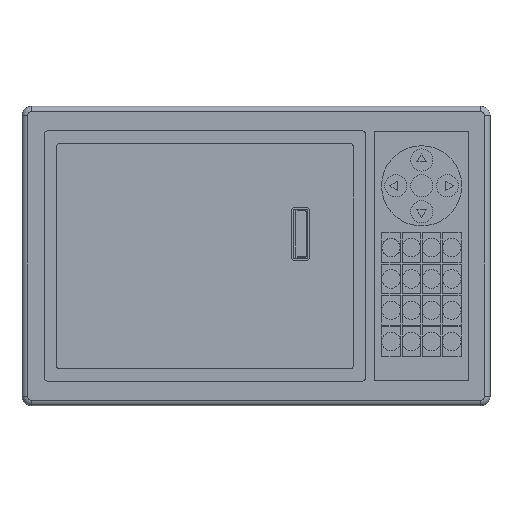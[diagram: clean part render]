
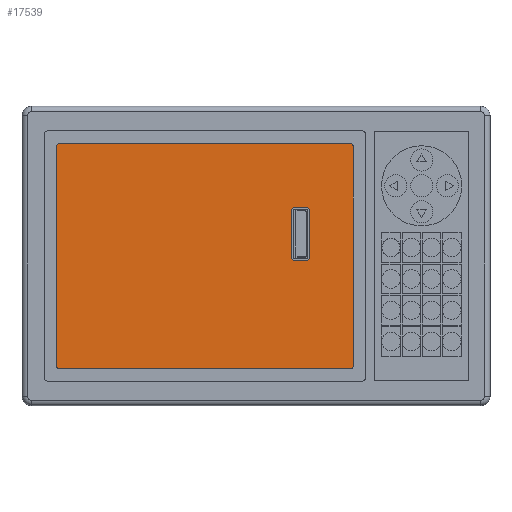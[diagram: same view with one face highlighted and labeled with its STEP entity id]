
A CAD part, top view. The second image highlights one B-rep face of the part: STEP entity #17539.
In plain terms, the highlighted planar face has unit normal (0, 0, 1).
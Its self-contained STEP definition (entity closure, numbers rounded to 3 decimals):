
#371 = ORIENTED_EDGE ( 'NONE', *, *, #372, .T. ) ;
#372 = EDGE_CURVE ( 'NONE', #17530, #373, #2428, .T. ) ;
#373 = VERTEX_POINT ( 'NONE', #2423 ) ;
#374 = ORIENTED_EDGE ( 'NONE', *, *, #375, .T. ) ;
#375 = EDGE_CURVE ( 'NONE', #373, #17543, #2422, .T. ) ;
#376 = EDGE_LOOP ( 'NONE', ( #377, #17513, #17516, #16877, #829, #832, #835, #838 ) ) ;
#377 = ORIENTED_EDGE ( 'NONE', *, *, #378, .F. ) ;
#378 = EDGE_CURVE ( 'NONE', #379, #17512, #2418, .T. ) ;
#379 = VERTEX_POINT ( 'NONE', #2413 ) ;
#827 = EDGE_CURVE ( 'NONE', #828, #16875, #3160, .T. ) ;
#828 = VERTEX_POINT ( 'NONE', #3156 ) ;
#829 = ORIENTED_EDGE ( 'NONE', *, *, #830, .F. ) ;
#830 = EDGE_CURVE ( 'NONE', #831, #828, #3155, .T. ) ;
#831 = VERTEX_POINT ( 'NONE', #3150 ) ;
#832 = ORIENTED_EDGE ( 'NONE', *, *, #833, .F. ) ;
#833 = EDGE_CURVE ( 'NONE', #834, #831, #3149, .T. ) ;
#834 = VERTEX_POINT ( 'NONE', #3145 ) ;
#835 = ORIENTED_EDGE ( 'NONE', *, *, #836, .F. ) ;
#836 = EDGE_CURVE ( 'NONE', #837, #834, #3144, .T. ) ;
#837 = VERTEX_POINT ( 'NONE', #3139 ) ;
#838 = ORIENTED_EDGE ( 'NONE', *, *, #839, .F. ) ;
#839 = EDGE_CURVE ( 'NONE', #17512, #837, #3207, .T. ) ;
#2413 = CARTESIAN_POINT ( 'NONE',  ( 21.2, 26.5, -15. ) ) ;
#2414 = DIRECTION ( 'NONE',  ( -1., 0., 0. ) ) ;
#2415 = DIRECTION ( 'NONE',  ( 0., 0., 1. ) ) ;
#2416 = CARTESIAN_POINT ( 'NONE',  ( 21.2, 24.5, -15. ) ) ;
#2417 = AXIS2_PLACEMENT_3D ( 'NONE', #2416, #2415, #2414 ) ;
#2418 = CIRCLE ( 'NONE', #2417, 2. ) ;
#2419 = DIRECTION ( 'NONE',  ( -1., 0., 0. ) ) ;
#2420 = VECTOR ( 'NONE', #2419, 1000. ) ;
#2421 = CARTESIAN_POINT ( 'NONE',  ( -106.3, 61.2, -15. ) ) ;
#2422 = LINE ( 'NONE', #2421, #2420 ) ;
#2423 = CARTESIAN_POINT ( 'NONE',  ( 50.9, 61.2, -15. ) ) ;
#2424 = DIRECTION ( 'NONE',  ( 1., 0., 0. ) ) ;
#2425 = DIRECTION ( 'NONE',  ( 0., 0., 1. ) ) ;
#2426 = CARTESIAN_POINT ( 'NONE',  ( 50.9, 59.2, -15. ) ) ;
#2427 = AXIS2_PLACEMENT_3D ( 'NONE', #2426, #2425, #2424 ) ;
#2428 = CIRCLE ( 'NONE', #2427, 2. ) ;
#3139 = CARTESIAN_POINT ( 'NONE',  ( 19.2, -0.5, -15. ) ) ;
#3140 = DIRECTION ( 'NONE',  ( 1., 0., 0. ) ) ;
#3141 = DIRECTION ( 'NONE',  ( 0., 0., 1. ) ) ;
#3142 = CARTESIAN_POINT ( 'NONE',  ( 21.2, -0.5, -15. ) ) ;
#3143 = AXIS2_PLACEMENT_3D ( 'NONE', #3142, #3141, #3140 ) ;
#3144 = CIRCLE ( 'NONE', #3143, 2. ) ;
#3145 = CARTESIAN_POINT ( 'NONE',  ( 21.2, -2.5, -15. ) ) ;
#3146 = DIRECTION ( 'NONE',  ( 1., 0., 0. ) ) ;
#3147 = VECTOR ( 'NONE', #3146, 1000. ) ;
#3148 = CARTESIAN_POINT ( 'NONE',  ( 21.2, -2.5, -15. ) ) ;
#3149 = LINE ( 'NONE', #3148, #3147 ) ;
#3150 = CARTESIAN_POINT ( 'NONE',  ( 27.2, -2.5, -15. ) ) ;
#3151 = DIRECTION ( 'NONE',  ( 1., 0., 0. ) ) ;
#3152 = DIRECTION ( 'NONE',  ( 0., 0., 1. ) ) ;
#3153 = CARTESIAN_POINT ( 'NONE',  ( 27.2, -0.5, -15. ) ) ;
#3154 = AXIS2_PLACEMENT_3D ( 'NONE', #3153, #3152, #3151 ) ;
#3155 = CIRCLE ( 'NONE', #3154, 2. ) ;
#3156 = CARTESIAN_POINT ( 'NONE',  ( 29.2, -0.5, -15. ) ) ;
#3157 = DIRECTION ( 'NONE',  ( 0., 1., 0. ) ) ;
#3158 = VECTOR ( 'NONE', #3157, 1000. ) ;
#3159 = CARTESIAN_POINT ( 'NONE',  ( 29.2, -0.5, -15. ) ) ;
#3160 = LINE ( 'NONE', #3159, #3158 ) ;
#3204 = DIRECTION ( 'NONE',  ( 0., -1., 0. ) ) ;
#3205 = VECTOR ( 'NONE', #3204, 1000. ) ;
#3206 = CARTESIAN_POINT ( 'NONE',  ( 19.2, -0.5, -15. ) ) ;
#3207 = LINE ( 'NONE', #3206, #3205 ) ;
#11487 = DIRECTION ( 'NONE',  ( 1., 0., 0. ) ) ;
#11488 = DIRECTION ( 'NONE',  ( 0., 0., 1. ) ) ;
#11489 = CARTESIAN_POINT ( 'NONE',  ( 27.2, 24.5, -15. ) ) ;
#11490 = AXIS2_PLACEMENT_3D ( 'NONE', #11489, #11488, #11487 ) ;
#11491 = CIRCLE ( 'NONE', #11490, 2. ) ;
#11496 = CARTESIAN_POINT ( 'NONE',  ( 29.2, 24.5, -15. ) ) ;
#12573 = DIRECTION ( 'NONE',  ( -1., 0., 0. ) ) ;
#12574 = VECTOR ( 'NONE', #12573, 1000. ) ;
#12575 = CARTESIAN_POINT ( 'NONE',  ( 21.2, 26.5, -15. ) ) ;
#12576 = LINE ( 'NONE', #12575, #12574 ) ;
#12577 = CARTESIAN_POINT ( 'NONE',  ( 19.2, 24.5, -15. ) ) ;
#12608 = CARTESIAN_POINT ( 'NONE',  ( 52.9, 59.2, -15. ) ) ;
#12609 = DIRECTION ( 'NONE',  ( 0., 1., 0. ) ) ;
#12610 = VECTOR ( 'NONE', #12609, 1000. ) ;
#12611 = CARTESIAN_POINT ( 'NONE',  ( 52.9, 59.2, -15. ) ) ;
#12612 = LINE ( 'NONE', #12611, #12610 ) ;
#12613 = CARTESIAN_POINT ( 'NONE',  ( 52.9, -59.3, -15. ) ) ;
#12614 = DIRECTION ( 'NONE',  ( 1., 0., 0. ) ) ;
#12615 = DIRECTION ( 'NONE',  ( 0., 0., 1. ) ) ;
#12616 = CARTESIAN_POINT ( 'NONE',  ( 50.9, -59.3, -15. ) ) ;
#12617 = AXIS2_PLACEMENT_3D ( 'NONE', #12616, #12615, #12614 ) ;
#12618 = CIRCLE ( 'NONE', #12617, 2. ) ;
#12619 = CARTESIAN_POINT ( 'NONE',  ( 50.9, -61.3, -15. ) ) ;
#12620 = DIRECTION ( 'NONE',  ( 1., 0., 0. ) ) ;
#12621 = VECTOR ( 'NONE', #12620, 1000. ) ;
#12622 = CARTESIAN_POINT ( 'NONE',  ( -106.3, -61.3, -15. ) ) ;
#12623 = LINE ( 'NONE', #12622, #12621 ) ;
#12624 = CARTESIAN_POINT ( 'NONE',  ( -106.3, -61.3, -15. ) ) ;
#12625 = DIRECTION ( 'NONE',  ( -1., 0., 0. ) ) ;
#12626 = DIRECTION ( 'NONE',  ( 0., 0., 1. ) ) ;
#12627 = CARTESIAN_POINT ( 'NONE',  ( -106.3, -59.3, -15. ) ) ;
#12628 = AXIS2_PLACEMENT_3D ( 'NONE', #12627, #12626, #12625 ) ;
#12629 = CIRCLE ( 'NONE', #12628, 2. ) ;
#12630 = DIRECTION ( 'NONE',  ( 0., -1., 0. ) ) ;
#12631 = VECTOR ( 'NONE', #12630, 1000. ) ;
#12632 = CARTESIAN_POINT ( 'NONE',  ( -108.3, 59.2, -15. ) ) ;
#12633 = LINE ( 'NONE', #12632, #12631 ) ;
#12634 = CARTESIAN_POINT ( 'NONE',  ( 27.2, 26.5, -15. ) ) ;
#12642 = CARTESIAN_POINT ( 'NONE',  ( -108.3, -59.3, -15. ) ) ;
#12643 = CARTESIAN_POINT ( 'NONE',  ( -108.3, 59.2, -15. ) ) ;
#12644 = CARTESIAN_POINT ( 'NONE',  ( -106.3, 61.2, -15. ) ) ;
#12645 = DIRECTION ( 'NONE',  ( -1., 0., 0. ) ) ;
#12646 = DIRECTION ( 'NONE',  ( 0., 0., 1. ) ) ;
#12647 = CARTESIAN_POINT ( 'NONE',  ( -106.3, 59.2, -15. ) ) ;
#12648 = AXIS2_PLACEMENT_3D ( 'NONE', #12647, #12646, #12645 ) ;
#12649 = DIRECTION ( 'NONE',  ( -1., 0., 0. ) ) ;
#12650 = DIRECTION ( 'NONE',  ( 0., 0., -1. ) ) ;
#12651 = CIRCLE ( 'NONE', #12648, 2. ) ;
#12652 = CARTESIAN_POINT ( 'NONE',  ( -106.3, 59.2, -15. ) ) ;
#12653 = AXIS2_PLACEMENT_3D ( 'NONE', #12652, #12650, #12649 ) ;
#12654 = PLANE ( 'NONE',  #12653 ) ;
#12655 = FACE_BOUND ( 'NONE', #376, .T. ) ;
#12656 = FACE_OUTER_BOUND ( 'NONE', #17540, .T. ) ;
#16875 = VERTEX_POINT ( 'NONE', #11496 ) ;
#16876 = EDGE_CURVE ( 'NONE', #16875, #17515, #11491, .T. ) ;
#16877 = ORIENTED_EDGE ( 'NONE', *, *, #827, .F. ) ;
#17512 = VERTEX_POINT ( 'NONE', #12577 ) ;
#17513 = ORIENTED_EDGE ( 'NONE', *, *, #17514, .F. ) ;
#17514 = EDGE_CURVE ( 'NONE', #17515, #379, #12576, .T. ) ;
#17515 = VERTEX_POINT ( 'NONE', #12634 ) ;
#17516 = ORIENTED_EDGE ( 'NONE', *, *, #16876, .F. ) ;
#17517 = ORIENTED_EDGE ( 'NONE', *, *, #17518, .T. ) ;
#17518 = EDGE_CURVE ( 'NONE', #17544, #17545, #12633, .T. ) ;
#17519 = ORIENTED_EDGE ( 'NONE', *, *, #17520, .T. ) ;
#17520 = EDGE_CURVE ( 'NONE', #17545, #17521, #12629, .T. ) ;
#17521 = VERTEX_POINT ( 'NONE', #12624 ) ;
#17522 = ORIENTED_EDGE ( 'NONE', *, *, #17523, .T. ) ;
#17523 = EDGE_CURVE ( 'NONE', #17521, #17524, #12623, .T. ) ;
#17524 = VERTEX_POINT ( 'NONE', #12619 ) ;
#17525 = ORIENTED_EDGE ( 'NONE', *, *, #17526, .T. ) ;
#17526 = EDGE_CURVE ( 'NONE', #17524, #17527, #12618, .T. ) ;
#17527 = VERTEX_POINT ( 'NONE', #12613 ) ;
#17528 = ORIENTED_EDGE ( 'NONE', *, *, #17529, .T. ) ;
#17529 = EDGE_CURVE ( 'NONE', #17527, #17530, #12612, .T. ) ;
#17530 = VERTEX_POINT ( 'NONE', #12608 ) ;
#17539 = ADVANCED_FACE ( 'NONE', ( #12656, #12655 ), #12654, .F. ) ;
#17540 = EDGE_LOOP ( 'NONE', ( #17541, #17517, #17519, #17522, #17525, #17528, #371, #374 ) ) ;
#17541 = ORIENTED_EDGE ( 'NONE', *, *, #17542, .T. ) ;
#17542 = EDGE_CURVE ( 'NONE', #17543, #17544, #12651, .T. ) ;
#17543 = VERTEX_POINT ( 'NONE', #12644 ) ;
#17544 = VERTEX_POINT ( 'NONE', #12643 ) ;
#17545 = VERTEX_POINT ( 'NONE', #12642 ) ;
